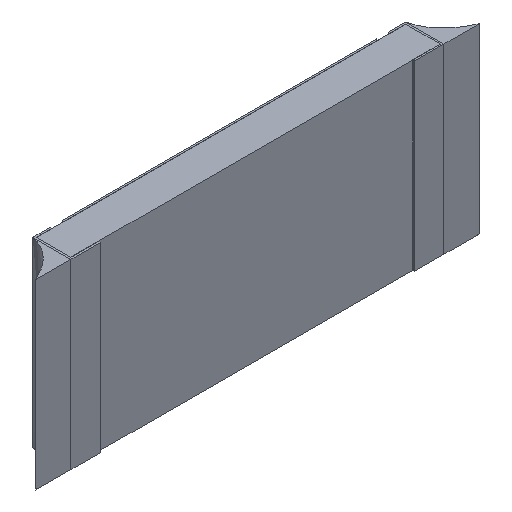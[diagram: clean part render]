
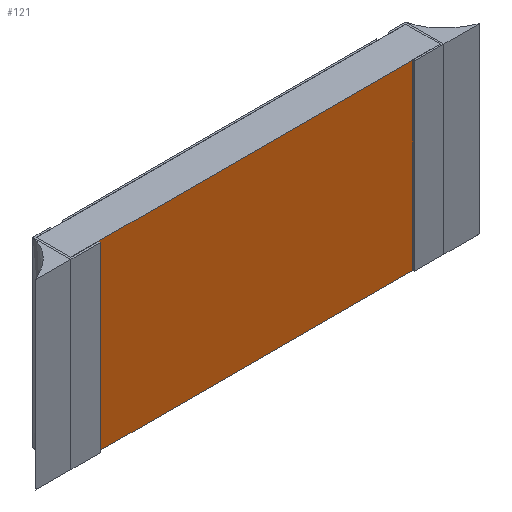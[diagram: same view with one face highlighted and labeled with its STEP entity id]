
A CAD part, isometric view. The second image highlights one B-rep face of the part: STEP entity #121.
In plain terms, the highlighted planar face has unit normal (0, -1, 0).
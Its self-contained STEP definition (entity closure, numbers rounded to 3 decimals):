
#121=ADVANCED_FACE('',(#567),#569,.T.);
#567=FACE_BOUND('',#568,.T.);
#568=EDGE_LOOP('',(#909,#910,#911,#912));
#569=PLANE('',#570);
#570=AXIS2_PLACEMENT_3D('',#571,#572,#573);
#571=CARTESIAN_POINT('',(-3.143,0.032,-7.862));
#572=DIRECTION('',(0.,-1.,0.));
#573=DIRECTION('',(1.,0.,0.));
#909=ORIENTED_EDGE('',*,*,#1143,.F.);
#910=ORIENTED_EDGE('',*,*,#1138,.T.);
#911=ORIENTED_EDGE('',*,*,#1144,.T.);
#912=ORIENTED_EDGE('',*,*,#1140,.F.);
#1138=EDGE_CURVE('',#1250,#1254,#1256,.T.);
#1140=EDGE_CURVE('',#1258,#1260,#1261,.T.);
#1143=EDGE_CURVE('',#1250,#1258,#1265,.T.);
#1144=EDGE_CURVE('',#1254,#1260,#1266,.T.);
#1250=VERTEX_POINT('',#1440);
#1254=VERTEX_POINT('',#1448);
#1256=LINE('',#1452,#1453);
#1258=VERTEX_POINT('',#1456);
#1260=VERTEX_POINT('',#1460);
#1261=LINE('',#1461,#1462);
#1265=LINE('',#1471,#1472);
#1266=LINE('',#1474,#1475);
#1440=CARTESIAN_POINT('',(-3.143,0.032,-1.55));
#1448=CARTESIAN_POINT('',(3.143,0.032,-1.55));
#1452=CARTESIAN_POINT('',(-3.143,0.032,-1.55));
#1453=VECTOR('',#1454,1.);
#1454=DIRECTION('',(1.,0.,0.));
#1456=CARTESIAN_POINT('',(-3.143,0.032,1.55));
#1460=CARTESIAN_POINT('',(3.143,0.032,1.55));
#1461=CARTESIAN_POINT('',(-3.143,0.032,1.55));
#1462=VECTOR('',#1463,1.);
#1463=DIRECTION('',(1.,0.,0.));
#1471=CARTESIAN_POINT('',(-3.143,0.032,-1.55));
#1472=VECTOR('',#1473,1.);
#1473=DIRECTION('',(0.,0.,1.));
#1474=CARTESIAN_POINT('',(3.143,0.032,-1.55));
#1475=VECTOR('',#1476,1.);
#1476=DIRECTION('',(0.,0.,1.));
